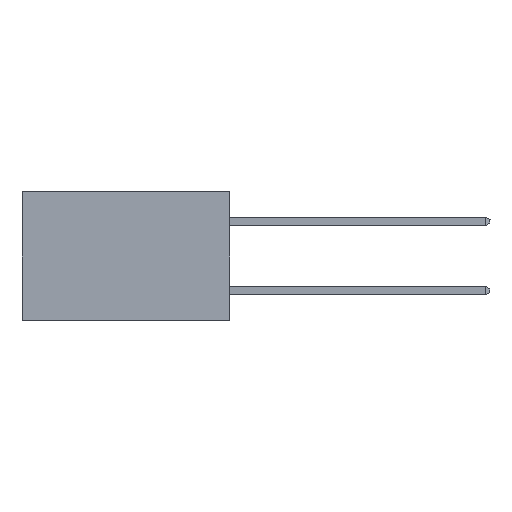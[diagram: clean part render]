
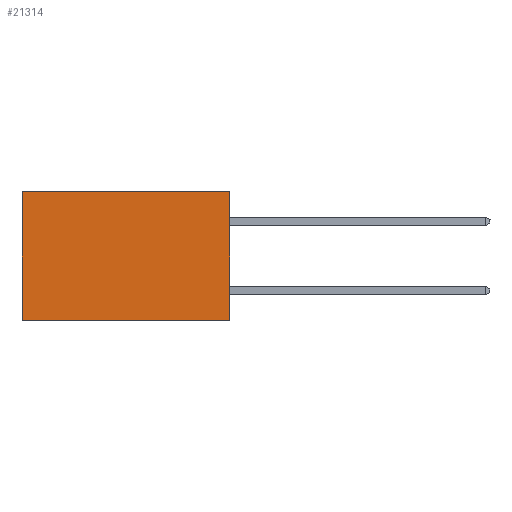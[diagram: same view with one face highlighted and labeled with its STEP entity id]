
A CAD part, left-side view. The second image highlights one B-rep face of the part: STEP entity #21314.
In plain terms, the highlighted planar face has unit normal (-1, 0, 0).
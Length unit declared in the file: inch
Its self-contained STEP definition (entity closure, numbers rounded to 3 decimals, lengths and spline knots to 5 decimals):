
#50 = CARTESIAN_POINT ( 'NONE',  ( 0.2615, 0., -0.37 ) ) ;
#840 = CARTESIAN_POINT ( 'NONE',  ( 0.2615, 0., 0. ) ) ;
#1845 = FACE_OUTER_BOUND ( 'NONE', #16361, .T. ) ;
#1926 = CARTESIAN_POINT ( 'NONE',  ( 0.2615, 0.6, 0. ) ) ;
#2409 = LINE ( 'NONE', #840, #16489 ) ;
#2517 = EDGE_CURVE ( 'NONE', #22564, #17613, #16733, .T. ) ;
#2946 = CARTESIAN_POINT ( 'NONE',  ( 0.2615, 0.6, -0.37 ) ) ;
#3465 = DIRECTION ( 'NONE',  ( 0., 0., -1. ) ) ;
#3824 = LINE ( 'NONE', #11162, #20931 ) ;
#4208 = DIRECTION ( 'NONE',  ( 0., 1., 0. ) ) ;
#5269 = LINE ( 'NONE', #5503, #16407 ) ;
#5449 = PLANE ( 'NONE',  #12130 ) ;
#5503 = CARTESIAN_POINT ( 'NONE',  ( 0.2615, 0., -0.37 ) ) ;
#6791 = ORIENTED_EDGE ( 'NONE', *, *, #9231, .F. ) ;
#8808 = CARTESIAN_POINT ( 'NONE',  ( 0.2615, 0., -0.37 ) ) ;
#9137 = VECTOR ( 'NONE', #20092, 39.37008 ) ;
#9231 = EDGE_CURVE ( 'NONE', #13423, #22564, #5269, .T. ) ;
#10787 = VERTEX_POINT ( 'NONE', #1926 ) ;
#11162 = CARTESIAN_POINT ( 'NONE',  ( 0.2615, 0.6, -0.37 ) ) ;
#11237 = ORIENTED_EDGE ( 'NONE', *, *, #2517, .F. ) ;
#12130 = AXIS2_PLACEMENT_3D ( 'NONE', #8808, #21673, #16149 ) ;
#12172 = EDGE_CURVE ( 'NONE', #13423, #10787, #2409, .T. ) ;
#13423 = VERTEX_POINT ( 'NONE', #22862 ) ;
#15927 = CARTESIAN_POINT ( 'NONE',  ( 0.2615, 0., -0.37 ) ) ;
#16149 = DIRECTION ( 'NONE',  ( 0., 0., -1. ) ) ;
#16361 = EDGE_LOOP ( 'NONE', ( #21822, #11237, #6791, #20348 ) ) ;
#16407 = VECTOR ( 'NONE', #21967, 39.37008 ) ;
#16489 = VECTOR ( 'NONE', #4208, 39.37008 ) ;
#16733 = LINE ( 'NONE', #50, #9137 ) ;
#17613 = VERTEX_POINT ( 'NONE', #2946 ) ;
#20092 = DIRECTION ( 'NONE',  ( 0., 1., 0. ) ) ;
#20348 = ORIENTED_EDGE ( 'NONE', *, *, #12172, .T. ) ;
#20931 = VECTOR ( 'NONE', #3465, 39.37008 ) ;
#21314 = ADVANCED_FACE ( 'NONE', ( #1845 ), #5449, .F. ) ;
#21673 = DIRECTION ( 'NONE',  ( 1., 0., 0. ) ) ;
#21785 = EDGE_CURVE ( 'NONE', #10787, #17613, #3824, .T. ) ;
#21822 = ORIENTED_EDGE ( 'NONE', *, *, #21785, .T. ) ;
#21967 = DIRECTION ( 'NONE',  ( 0., 0., -1. ) ) ;
#22564 = VERTEX_POINT ( 'NONE', #15927 ) ;
#22862 = CARTESIAN_POINT ( 'NONE',  ( 0.2615, 0., 0. ) ) ;
